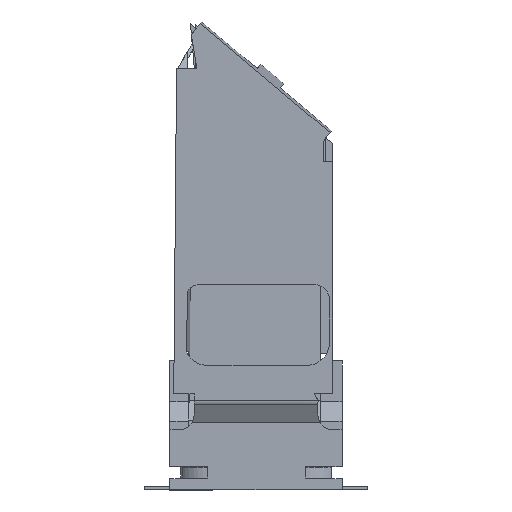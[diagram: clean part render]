
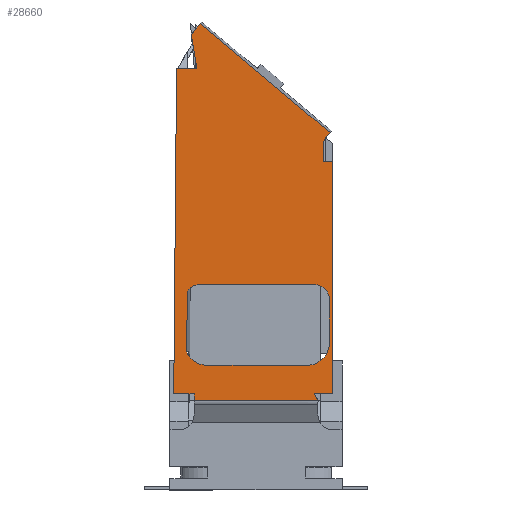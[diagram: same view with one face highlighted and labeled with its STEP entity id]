
A CAD part, top view. The second image highlights one B-rep face of the part: STEP entity #28660.
In plain terms, the highlighted face is planar.
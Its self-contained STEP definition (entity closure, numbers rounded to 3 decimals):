
#100=CARTESIAN_POINT('',(-213.337,161.916,
50.556));
#110=VERTEX_POINT('',#100);
#160=CARTESIAN_POINT('',(-213.337,161.475,0.));
#170=DIRECTION('',(0.,-0.009,-1.));
#180=VECTOR('',#170,1.);
#190=LINE('',#160,#180);
#200=CARTESIAN_POINT('',(-213.337,161.989,
58.832));
#210=VERTEX_POINT('',#200);
#220=EDGE_CURVE('',#210,#110,#190,.T.);
#7200=CARTESIAN_POINT('',(-213.337,164.669,48.748)
);
#7210=VERTEX_POINT('',#7200);
#7240=CARTESIAN_POINT('',(-213.337,164.669,51.748)
);
#7250=DIRECTION('',(1.,0.,0.));
#7260=DIRECTION('',(0.,1.,0.));
#7270=AXIS2_PLACEMENT_3D('',#7240,#7250,#7260);
#7280=CIRCLE('',#7270,3.);
#7290=EDGE_CURVE('',#110,#7210,#7280,.T.);
#7510=CARTESIAN_POINT('',(-213.337,181.339,51.325)
);
#7520=VERTEX_POINT('',#7510);
#7550=CARTESIAN_POINT('',(-213.337,178.369,51.748)
);
#7560=DIRECTION('',(1.,0.,0.));
#7570=DIRECTION('',(0.,1.,0.));
#7580=AXIS2_PLACEMENT_3D('',#7550,#7560,#7570);
#7590=CIRCLE('',#7580,3.);
#7600=CARTESIAN_POINT('',(-213.337,178.369,48.748)
);
#7610=VERTEX_POINT('',#7600);
#7620=EDGE_CURVE('',#7610,#7520,#7590,.T.);
#12270=CARTESIAN_POINT('',(-213.337,163.3,
89.24));
#12280=VERTEX_POINT('',#12270);
#12360=CARTESIAN_POINT('',(-213.337,162.53,
93.884));
#12370=VERTEX_POINT('',#12360);
#12400=CARTESIAN_POINT('',(-213.337,178.094,0.));
#12410=DIRECTION('',(0.,0.164,-0.987));
#12420=VECTOR('',#12410,1.);
#12430=LINE('',#12400,#12420);
#12440=EDGE_CURVE('',#12370,#12280,#12430,.T.);
#20740=CARTESIAN_POINT('',(-213.337,163.754,
95.343));
#20750=VERTEX_POINT('',#20740);
#20780=CARTESIAN_POINT('',(-213.337,83.752,0.));
#20790=DIRECTION('',(0.,0.643,0.766));
#20800=VECTOR('',#20790,1.);
#20810=LINE('',#20780,#20800);
#20820=EDGE_CURVE('',#12370,#20750,#20810,.T.);
#21560=CARTESIAN_POINT('',(-213.337,160.144,
44.886));
#21570=VERTEX_POINT('',#21560);
#21600=CARTESIAN_POINT('',(-213.337,0.,46.283));
#21610=DIRECTION('',(0.,1.,-0.009));
#21620=VECTOR('',#21610,1.);
#21630=LINE('',#21600,#21620);
#21640=CARTESIAN_POINT('',(-213.337,162.919,44.861)
);
#21650=VERTEX_POINT('',#21640);
#21660=EDGE_CURVE('',#21570,#21650,#21630,.T.);
#22540=CARTESIAN_POINT('',(-213.337,205.206,0.));
#22550=DIRECTION('',(0.,-0.5,0.866));
#22560=VECTOR('',#22550,1.);
#22570=LINE('',#22540,#22560);
#22580=CARTESIAN_POINT('',(-213.337,179.856,
43.907));
#22590=VERTEX_POINT('',#22580);
#22600=CARTESIAN_POINT('',(-213.337,179.305,
44.861));
#22610=VERTEX_POINT('',#22600);
#22620=EDGE_CURVE('',#22590,#22610,#22570,.T.);
#23200=CARTESIAN_POINT('',(-213.337,181.484,
80.465));
#23210=VERTEX_POINT('',#23200);
#23240=CARTESIAN_POINT('',(-213.337,0.,232.749));
#23250=DIRECTION('',(0.,-0.766,0.643));
#23260=VECTOR('',#23250,1.);
#23270=LINE('',#23240,#23260);
#23280=EDGE_CURVE('',#23210,#20750,#23270,.T.);
#23740=CARTESIAN_POINT('',(-213.337,162.919,43.907
));
#23750=VERTEX_POINT('',#23740);
#23900=CARTESIAN_POINT('',(-213.337,162.919,0.));
#23910=DIRECTION('',(0.,0.,1.));
#23920=VECTOR('',#23910,1.);
#23930=LINE('',#23900,#23920);
#23940=EDGE_CURVE('',#23750,#21650,#23930,.T.);
#24120=CARTESIAN_POINT('',(-213.337,0.,48.748));
#24130=DIRECTION('',(0.,-1.,0.));
#24140=VECTOR('',#24130,1.);
#24150=LINE('',#24120,#24140);
#24160=EDGE_CURVE('',#7610,#7210,#24150,.T.);
#25180=CARTESIAN_POINT('',(-213.337,163.669,59.748
));
#25190=VERTEX_POINT('',#25180);
#25220=CARTESIAN_POINT('',(-213.337,0.,59.748));
#25230=DIRECTION('',(0.,1.,0.));
#25240=VECTOR('',#25230,1.);
#25250=LINE('',#25220,#25240);
#25260=CARTESIAN_POINT('',(-213.337,179.369,59.748
));
#25270=VERTEX_POINT('',#25260);
#25280=EDGE_CURVE('',#25190,#25270,#25250,.T.);
#25530=CARTESIAN_POINT('',(-213.337,163.669,57.748
));
#25540=DIRECTION('',(1.,0.,0.));
#25550=DIRECTION('',(0.,-1.,0.));
#25560=AXIS2_PLACEMENT_3D('',#25530,#25540,#25550);
#25570=CIRCLE('',#25560,2.);
#25580=EDGE_CURVE('',#25190,#210,#25570,.T.);
#25770=CARTESIAN_POINT('',(-213.337,162.899,
43.907));
#25780=DIRECTION('',(0.,-1.,0.));
#25790=VECTOR('',#25780,1.);
#25800=LINE('',#25770,#25790);
#25810=EDGE_CURVE('',#22590,#23750,#25800,.T.);
#26600=CARTESIAN_POINT('',(-213.337,180.529,
79.327));
#26610=VERTEX_POINT('',#26600);
#26690=CARTESIAN_POINT('',(-213.337,180.529,
76.558));
#26700=VERTEX_POINT('',#26690);
#26730=CARTESIAN_POINT('',(-213.337,180.529,0.));
#26740=DIRECTION('',(0.,0.,1.));
#26750=VECTOR('',#26740,1.);
#26760=LINE('',#26730,#26750);
#26770=EDGE_CURVE('',#26700,#26610,#26760,.T.);
#26970=CARTESIAN_POINT('',(-213.337,113.966,0.));
#26980=DIRECTION('',(0.,-0.643,-0.766));
#26990=VECTOR('',#26980,1.);
#27000=LINE('',#26970,#26990);
#27010=EDGE_CURVE('',#23210,#26610,#27000,.T.);
#27620=CARTESIAN_POINT('',(-213.337,181.839,44.861
));
#27630=VERTEX_POINT('',#27620);
#27820=CARTESIAN_POINT('',(-213.337,0.,44.861));
#27830=DIRECTION('',(0.,-1.,0.));
#27840=VECTOR('',#27830,1.);
#27850=LINE('',#27820,#27840);
#27860=EDGE_CURVE('',#27630,#22610,#27850,.T.);
#27980=CARTESIAN_POINT('',(-213.337,147.93,
87.48));
#27990=DIRECTION('',(-1.,0.,0.));
#28000=DIRECTION('',(0.,-1.,0.));
#28010=AXIS2_PLACEMENT_3D('',#27980,#27990,#28000);
#28020=PLANE('',#28010);
#28030=CARTESIAN_POINT('',(-213.337,179.369,57.748
));
#28040=DIRECTION('',(1.,0.,0.));
#28050=DIRECTION('',(0.,1.,0.));
#28060=AXIS2_PLACEMENT_3D('',#28030,#28040,#28050);
#28070=CIRCLE('',#28060,2.);
#28080=CARTESIAN_POINT('',(-213.337,181.339,58.093
));
#28090=VERTEX_POINT('',#28080);
#28100=EDGE_CURVE('',#28090,#25270,#28070,.T.);
#28110=ORIENTED_EDGE('',*,*,#28100,.F.);
#28120=ORIENTED_EDGE('',*,*,#25280,.T.);
#28130=ORIENTED_EDGE('',*,*,#25580,.F.);
#28140=ORIENTED_EDGE('',*,*,#220,.F.);
#28150=ORIENTED_EDGE('',*,*,#7290,.F.);
#28160=ORIENTED_EDGE('',*,*,#24160,.T.);
#28170=ORIENTED_EDGE('',*,*,#7620,.F.);
#28180=CARTESIAN_POINT('',(-213.337,181.339,0.));
#28190=DIRECTION('',(0.,0.,1.));
#28200=VECTOR('',#28190,1.);
#28210=LINE('',#28180,#28200);
#28220=EDGE_CURVE('',#7520,#28090,#28210,.T.);
#28230=ORIENTED_EDGE('',*,*,#28220,.F.);
#28240=EDGE_LOOP('',(#28230,#28170,#28160,#28150,#28140,#28130,#28120,
#28110));
#28250=FACE_BOUND('',#28240,.T.);
#28260=ORIENTED_EDGE('',*,*,#27860,.F.);
#28270=ORIENTED_EDGE('',*,*,#22620,.T.);
#28280=ORIENTED_EDGE('',*,*,#25810,.F.);
#28290=ORIENTED_EDGE('',*,*,#23940,.F.);
#28300=ORIENTED_EDGE('',*,*,#21660,.T.);
#28310=CARTESIAN_POINT('',(-213.337,159.752,0.));
#28320=DIRECTION('',(0.,0.009,1.));
#28330=VECTOR('',#28320,1.);
#28340=LINE('',#28310,#28330);
#28350=CARTESIAN_POINT('',(-213.337,160.531,
89.264));
#28360=VERTEX_POINT('',#28350);
#28370=EDGE_CURVE('',#21570,#28360,#28340,.T.);
#28380=ORIENTED_EDGE('',*,*,#28370,.F.);
#28390=CARTESIAN_POINT('',(-213.337,0.,90.665));
#28400=DIRECTION('',(0.,1.,-0.009));
#28410=VECTOR('',#28400,1.);
#28420=LINE('',#28390,#28410);
#28430=EDGE_CURVE('',#28360,#12280,#28420,.T.);
#28440=ORIENTED_EDGE('',*,*,#28430,.F.);
#28450=ORIENTED_EDGE('',*,*,#12440,.T.);
#28460=ORIENTED_EDGE('',*,*,#20820,.F.);
#28470=ORIENTED_EDGE('',*,*,#23280,.T.);
#28480=ORIENTED_EDGE('',*,*,#27010,.F.);
#28490=ORIENTED_EDGE('',*,*,#26770,.T.);
#28500=CARTESIAN_POINT('',(-213.337,0.,76.558));
#28510=DIRECTION('',(0.,1.,0.));
#28520=VECTOR('',#28510,1.);
#28530=LINE('',#28500,#28520);
#28540=CARTESIAN_POINT('',(-213.337,181.839,76.558
));
#28550=VERTEX_POINT('',#28540);
#28560=EDGE_CURVE('',#26700,#28550,#28530,.T.);
#28570=ORIENTED_EDGE('',*,*,#28560,.F.);
#28580=CARTESIAN_POINT('',(-213.337,181.839,0.));
#28590=DIRECTION('',(0.,0.,1.));
#28600=VECTOR('',#28590,1.);
#28610=LINE('',#28580,#28600);
#28620=EDGE_CURVE('',#27630,#28550,#28610,.T.);
#28630=ORIENTED_EDGE('',*,*,#28620,.T.);
#28640=EDGE_LOOP('',(#28630,#28570,#28490,#28480,#28470,#28460,#28450,
#28440,#28380,#28300,#28290,#28280,#28270,#28260));
#28650=FACE_OUTER_BOUND('',#28640,.T.);
#28660=ADVANCED_FACE('',(#28250,#28650),#28020,.F.);
